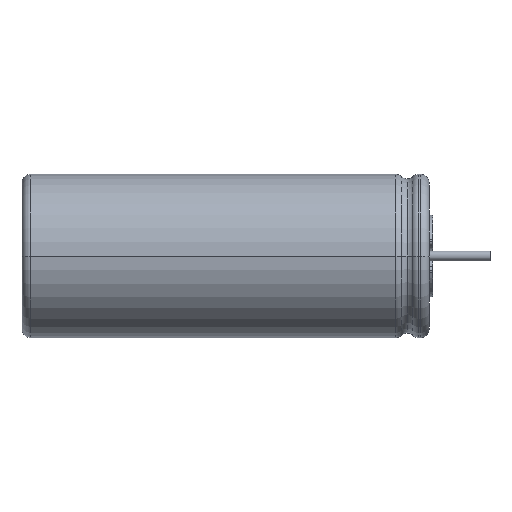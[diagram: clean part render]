
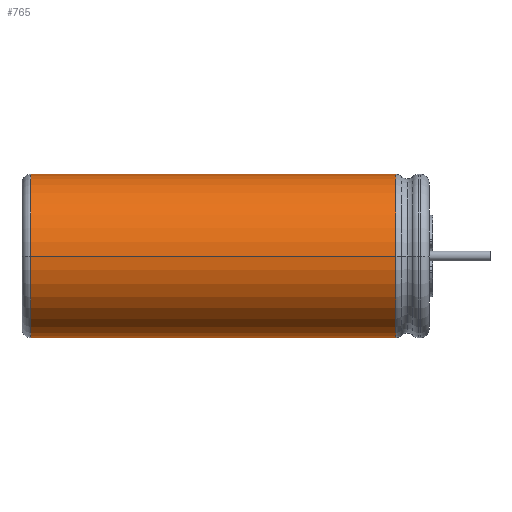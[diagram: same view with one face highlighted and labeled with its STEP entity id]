
A CAD part, left-side view. The second image highlights one B-rep face of the part: STEP entity #765.
In plain terms, the highlighted cylindrical face has radius 5.025 mm (diameter 10.051 mm), a partial arc.
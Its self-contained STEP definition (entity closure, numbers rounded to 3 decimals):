
#159 = FACE_OUTER_BOUND ( 'NONE', #943, .T. ) ;
#544 = CARTESIAN_POINT ( 'NONE',  ( 0., 12.922, 0. ) ) ;
#560 = DIRECTION ( 'NONE',  ( 0., 1., 0. ) ) ;
#565 = CARTESIAN_POINT ( 'NONE',  ( 0., 25., 0. ) ) ;
#745 = LINE ( 'NONE', #2177, #1888 ) ;
#765 = ADVANCED_FACE ( 'NONE', ( #159 ), #1930, .T. ) ;
#785 = EDGE_CURVE ( 'NONE', #2655, #4433, #4516, .T. ) ;
#879 = VERTEX_POINT ( 'NONE', #3999 ) ;
#886 = ORIENTED_EDGE ( 'NONE', *, *, #1173, .T. ) ;
#896 = AXIS2_PLACEMENT_3D ( 'NONE', #1857, #1511, #1828 ) ;
#911 = DIRECTION ( 'NONE',  ( 0., 1., 0. ) ) ;
#917 = DIRECTION ( 'NONE',  ( 0., -1., 0. ) ) ;
#943 = EDGE_LOOP ( 'NONE', ( #886, #3071, #1178, #4135 ) ) ;
#957 = DIRECTION ( 'NONE',  ( 1., 0., 0. ) ) ;
#1173 = EDGE_CURVE ( 'NONE', #3558, #4433, #1591, .T. ) ;
#1178 = ORIENTED_EDGE ( 'NONE', *, *, #2585, .F. ) ;
#1408 = DIRECTION ( 'NONE',  ( 0., -1., 0. ) ) ;
#1511 = DIRECTION ( 'NONE',  ( 0., -1., 0. ) ) ;
#1591 = CIRCLE ( 'NONE', #2953, 5.025 ) ;
#1828 = DIRECTION ( 'NONE',  ( 1., 0., 0. ) ) ;
#1857 = CARTESIAN_POINT ( 'NONE',  ( 0., 2.52, 0. ) ) ;
#1888 = VECTOR ( 'NONE', #1408, 1000. ) ;
#1930 = CYLINDRICAL_SURFACE ( 'NONE', #3055, 5.025 ) ;
#2177 = CARTESIAN_POINT ( 'NONE',  ( 0., 12.922, 5.025 ) ) ;
#2395 = CARTESIAN_POINT ( 'NONE',  ( 0., 2.52, -5.025 ) ) ;
#2407 = CARTESIAN_POINT ( 'NONE',  ( 0., 12.922, -5.025 ) ) ;
#2419 = CARTESIAN_POINT ( 'NONE',  ( 0., 25., 5.025 ) ) ;
#2585 = EDGE_CURVE ( 'NONE', #879, #2655, #4482, .T. ) ;
#2655 = VERTEX_POINT ( 'NONE', #2395 ) ;
#2888 = EDGE_CURVE ( 'NONE', #3558, #879, #745, .T. ) ;
#2953 = AXIS2_PLACEMENT_3D ( 'NONE', #565, #917, #3181 ) ;
#3055 = AXIS2_PLACEMENT_3D ( 'NONE', #544, #911, #957 ) ;
#3071 = ORIENTED_EDGE ( 'NONE', *, *, #785, .F. ) ;
#3181 = DIRECTION ( 'NONE',  ( 1., 0., 0. ) ) ;
#3297 = VECTOR ( 'NONE', #560, 1000. ) ;
#3558 = VERTEX_POINT ( 'NONE', #2419 ) ;
#3999 = CARTESIAN_POINT ( 'NONE',  ( 0., 2.52, 5.025 ) ) ;
#4135 = ORIENTED_EDGE ( 'NONE', *, *, #2888, .F. ) ;
#4433 = VERTEX_POINT ( 'NONE', #4743 ) ;
#4482 = CIRCLE ( 'NONE', #896, 5.025 ) ;
#4516 = LINE ( 'NONE', #2407, #3297 ) ;
#4743 = CARTESIAN_POINT ( 'NONE',  ( 0., 25., -5.025 ) ) ;
